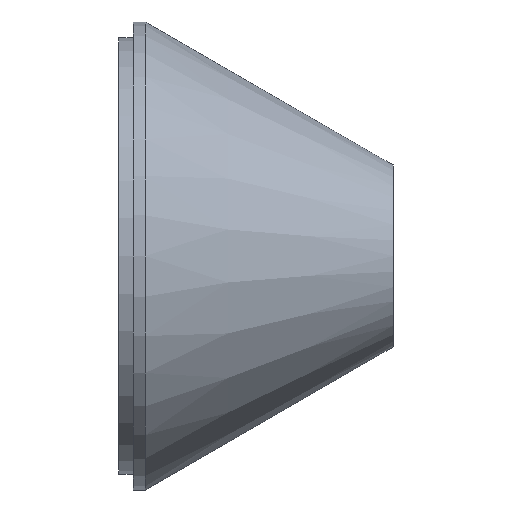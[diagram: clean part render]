
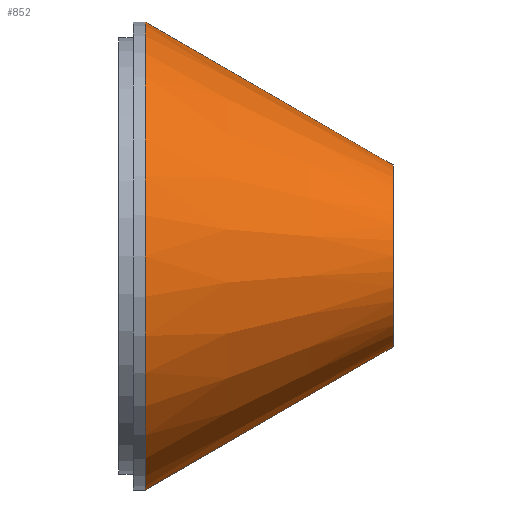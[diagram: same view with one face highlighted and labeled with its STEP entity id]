
A CAD part, front view. The second image highlights one B-rep face of the part: STEP entity #852.
In plain terms, the highlighted conical face has half-angle 30 degrees and reference radius 17.5 mm.
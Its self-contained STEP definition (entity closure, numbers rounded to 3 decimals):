
#4 = CIRCLE ( 'NONE', #1123, 17.5 ) ;
#23 = DIRECTION ( 'NONE',  ( 1., 0., 0. ) ) ;
#97 = CARTESIAN_POINT ( 'NONE',  ( 52.7, 0., 17.5 ) ) ;
#153 = LINE ( 'NONE', #585, #1338 ) ;
#249 = FACE_OUTER_BOUND ( 'NONE', #640, .T. ) ;
#288 = ORIENTED_EDGE ( 'NONE', *, *, #815, .T. ) ;
#289 = DIRECTION ( 'NONE',  ( 0., 0., 1. ) ) ;
#292 = EDGE_CURVE ( 'NONE', #1252, #998, #1075, .T. ) ;
#328 = CONICAL_SURFACE ( 'NONE', #661, 17.5, 0.524 ) ;
#377 = DIRECTION ( 'NONE',  ( 0., 0., -1. ) ) ;
#471 = CARTESIAN_POINT ( 'NONE',  ( 52.7, 0., 17.5 ) ) ;
#531 = ORIENTED_EDGE ( 'NONE', *, *, #554, .F. ) ;
#554 = EDGE_CURVE ( 'NONE', #1146, #998, #153, .T. ) ;
#571 = AXIS2_PLACEMENT_3D ( 'NONE', #1343, #994, #377 ) ;
#579 = CARTESIAN_POINT ( 'NONE',  ( 52.7, 0., 0. ) ) ;
#585 = CARTESIAN_POINT ( 'NONE',  ( 52.7, 0., -17.5 ) ) ;
#640 = EDGE_LOOP ( 'NONE', ( #531, #1224, #288, #1154 ) ) ;
#661 = AXIS2_PLACEMENT_3D ( 'NONE', #909, #1249, #289 ) ;
#665 = DIRECTION ( 'NONE',  ( -0.866, 0., 0.5 ) ) ;
#815 = EDGE_CURVE ( 'NONE', #939, #1252, #1109, .T. ) ;
#852 = ADVANCED_FACE ( 'NONE', ( #249 ), #328, .T. ) ;
#904 = DIRECTION ( 'NONE',  ( 0., 0., -1. ) ) ;
#909 = CARTESIAN_POINT ( 'NONE',  ( 52.7, 0., 0. ) ) ;
#939 = VERTEX_POINT ( 'NONE', #97 ) ;
#968 = CARTESIAN_POINT ( 'NONE',  ( 5.069, 0., -45. ) ) ;
#994 = DIRECTION ( 'NONE',  ( 1., 0., 0. ) ) ;
#998 = VERTEX_POINT ( 'NONE', #968 ) ;
#1003 = DIRECTION ( 'NONE',  ( -0.866, 0., -0.5 ) ) ;
#1075 = CIRCLE ( 'NONE', #571, 45. ) ;
#1109 = LINE ( 'NONE', #471, #1314 ) ;
#1123 = AXIS2_PLACEMENT_3D ( 'NONE', #579, #23, #904 ) ;
#1146 = VERTEX_POINT ( 'NONE', #1367 ) ;
#1154 = ORIENTED_EDGE ( 'NONE', *, *, #292, .T. ) ;
#1224 = ORIENTED_EDGE ( 'NONE', *, *, #1282, .F. ) ;
#1249 = DIRECTION ( 'NONE',  ( -1., 0., 0. ) ) ;
#1252 = VERTEX_POINT ( 'NONE', #1296 ) ;
#1282 = EDGE_CURVE ( 'NONE', #939, #1146, #4, .T. ) ;
#1296 = CARTESIAN_POINT ( 'NONE',  ( 5.069, 0., 45. ) ) ;
#1314 = VECTOR ( 'NONE', #665, 1000. ) ;
#1338 = VECTOR ( 'NONE', #1003, 1000. ) ;
#1343 = CARTESIAN_POINT ( 'NONE',  ( 5.069, 0., 0. ) ) ;
#1367 = CARTESIAN_POINT ( 'NONE',  ( 52.7, 0., -17.5 ) ) ;
